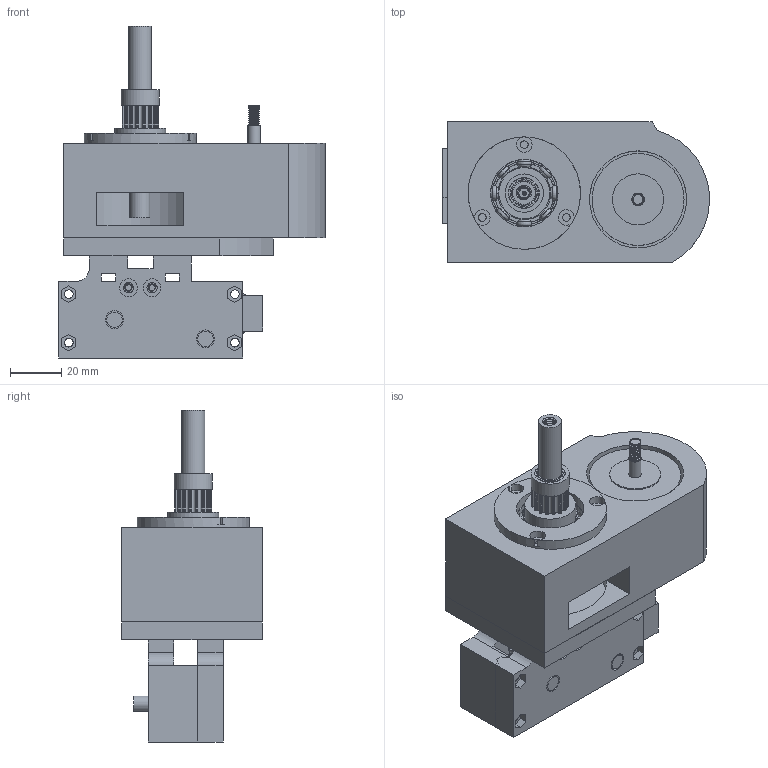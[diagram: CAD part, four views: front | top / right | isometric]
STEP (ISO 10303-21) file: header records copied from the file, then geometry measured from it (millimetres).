
FILE_DESCRIPTION(/* description */ ('STEP AP242','CAx-IF Rec.Pracs.---Representation and Presentation of Product Manufacturing Information (PMI)---4.0---2014-10-13','CAx-IF Rec.Pracs.---3D Tessellated Geometry---0.4---2014-09-14','2;1'),/* implementation_level */ '2;1');
FILE_NAME(/* name */ '66bb1f24e8f74479e6f0a6d7',/* time_stamp */ '2024-08-13T08:53:57Z',/* author */ (''),/* organization */ (''),/* preprocessor_version */ 'ST-DEVELOPER v20',/* originating_system */ ' ',/* authorisation */ ' ');
FILE_SCHEMA (('AP242_MANAGED_MODEL_BASED_3D_ENGINEERING_MIM_LF { 1 0 10303 442 1 1 4 }'));
Length unit declared in the file: metre
Products named in the file (58): Assembly 1; extruderbody; driveroller; extruder brace; Part 2; Part 10; tension bracket; tensioningrooler; Spur gear (20 teeth); Part 1; wire support; plate; Assembly 3 <1>; 5972K358_Ball Bearing; Part 11; Assembly 2 <1>; 7487N34_Precision Stainless Steel Ball Bearing; Part 9; bearing retainer; frame; Assembly 2 <2>
Assembly tree (83 placements, depth 3):
  Assembly 1
    extruderbody
    driveroller
    extruder brace
    Part 2
    Part 10
    tension bracket
    tensioningrooler
    Spur gear (20 teeth)
    Part 1
    wire support
    Part 1
    plate
    Spur gear (20 teeth)
    Assembly 3 <1>
      5972K358_Ball Bearing
      5972K358_Ball Bearing
      5972K358_Ball Bearing
      5972K358_Ball Bearing
      5972K358_Ball Bearing
      5972K358_Ball Bearing
      5972K358_Ball Bearing
      5972K358_Ball Bearing
      5972K358_Ball Bearing
      5972K358_Ball Bearing
      5972K358_Ball Bearing
    Part 11
    Assembly 2 <1>
      7487N34_Precision Stainless Steel Ball Bearing
      7487N34_Precision Stainless Steel Ball Bearing
      7487N34_Precision Stainless Steel Ball Bearing
      7487N34_Precision Stainless Steel Ball Bearing
      7487N34_Precision Stainless Steel Ball Bearing
      7487N34_Precision Stainless Steel Ball Bearing
      7487N34_Precision Stainless Steel Ball Bearing
      7487N34_Precision Stainless Steel Ball Bearing
      7487N34_Precision Stainless Steel Ball Bearing
      7487N34_Precision Stainless Steel Ball Bearing
      7487N34_Precision Stainless Steel Ball Bearing
      7487N34_Precision Stainless Steel Ball Bearing
      7487N34_Precision Stainless Steel Ball Bearing
      7487N34_Precision Stainless Steel Ball Bearing
      7487N34_Precision Stainless Steel Ball Bearing
      7487N34_Precision Stainless Steel Ball Bearing
      7487N34_Precision Stainless Steel Ball Bearing
      7487N34_Precision Stainless Steel Ball Bearing
      7487N34_Precision Stainless Steel Ball Bearing
      7487N34_Precision Stainless Steel Ball Bearing
      7487N34_Precision Stainless Steel Ball Bearing
      7487N34_Precision Stainless Steel Ball Bearing
      7487N34_Precision Stainless Steel Ball Bearing
      7487N34_Precision Stainless Steel Ball Bearing
      7487N34_Precision Stainless Steel Ball Bearing
      7487N34_Precision Stainless Steel Ball Bearing
    Part 9
    bearing retainer
    frame
    Assembly 2 <2>
      7487N34_Precision Stainless Steel Ball Bearing
      7487N34_Precision Stainless Steel Ball Bearing
Bounding box: 104.51 x 55 x 130 mm (x, y, z)
Volume: 229979.2 mm3; surface area: 91063 mm2
Topology: 80 solids, 80 shells, 936 faces, 2534 edges, 1685 vertices
Faces by surface type: cylinder 443, plane 303, bspline 90, sphere 64, torus 20, cone 16
Full cylindrical faces by diameter (mm): 0.6 x1, 1.6 x1, 2.5 x13, 3 x14, 3.4 x12, 3.5 x8, 4 x3, 5 x5, 6 x8, 6.1 x3, 6.4 x1, 7 x6, 8 x4, 9 x2, 9.444 x4, 10 x4, 10.556 x4, 10.562 x1, 12 x4, 15 x3, 20 x6, 20.669 x2, 26.331 x3, 26.412 x1, 26.655 x2, 28.221 x2, 28.4 x1, 32 x2, 36 x1, 38 x1
Entity records: 40931 total; most frequent: CARTESIAN_POINT 17725, DIRECTION 4598, ORIENTED_EDGE 4238, EDGE_CURVE 2119, AXIS2_PLACEMENT_3D 1889, VERTEX_POINT 1534, FACE_BOUND 1275, EDGE_LOOP 1243
